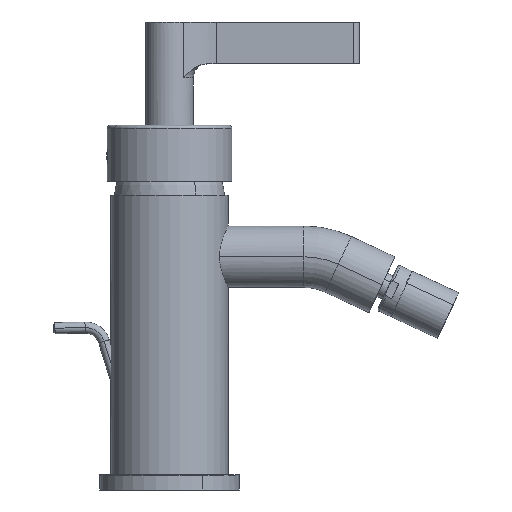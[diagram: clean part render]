
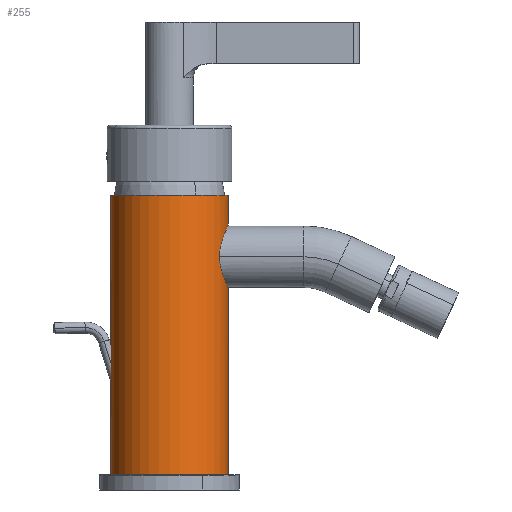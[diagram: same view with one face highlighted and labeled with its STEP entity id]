
A CAD part, front view. The second image highlights one B-rep face of the part: STEP entity #255.
In plain terms, the highlighted cylindrical face has radius 21 mm (diameter 42 mm), a partial arc.
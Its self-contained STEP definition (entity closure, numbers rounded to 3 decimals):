
#31=CARTESIAN_POINT('Axis2P3D Location',(0.,0.,50.)) ;
#36=CARTESIAN_POINT('Line Origine',(21.,0.,50.)) ;
#40=CARTESIAN_POINT('Vertex',(21.,0.,0.)) ;
#42=CARTESIAN_POINT('Vertex',(21.,0.,67.)) ;
#49=CARTESIAN_POINT('Vertex',(-21.,0.,0.)) ;
#52=CARTESIAN_POINT('Line Origine',(-21.,0.,50.)) ;
#56=CARTESIAN_POINT('Vertex',(-21.,0.,31.686)) ;
#100=CARTESIAN_POINT('Vertex',(-21.,0.,48.314)) ;
#103=CARTESIAN_POINT('Line Origine',(-21.,0.,50.)) ;
#107=CARTESIAN_POINT('Vertex',(-21.,0.,100.)) ;
#114=CARTESIAN_POINT('Vertex',(21.,0.,100.)) ;
#117=CARTESIAN_POINT('Line Origine',(21.,0.,50.)) ;
#121=CARTESIAN_POINT('Vertex',(21.,0.,89.)) ;
#167=CARTESIAN_POINT('Axis2P3D Location',(0.,0.,100.)) ;
#173=CARTESIAN_POINT('Control Point',(-21.,0.,48.314)) ;
#174=CARTESIAN_POINT('Control Point',(-21.,-0.122,48.314)) ;
#175=CARTESIAN_POINT('Control Point',(-20.999,-0.244,48.286)) ;
#176=CARTESIAN_POINT('Control Point',(-20.997,-0.356,48.232)) ;
#177=CARTESIAN_POINT('Control Point',(-20.992,-0.632,48.048)) ;
#178=CARTESIAN_POINT('Control Point',(-20.983,-0.846,47.789)) ;
#179=CARTESIAN_POINT('Control Point',(-20.978,-0.963,47.618)) ;
#180=CARTESIAN_POINT('Control Point',(-20.963,-1.265,47.104)) ;
#181=CARTESIAN_POINT('Control Point',(-20.948,-1.488,46.549)) ;
#182=CARTESIAN_POINT('Control Point',(-20.938,-1.614,46.183)) ;
#183=CARTESIAN_POINT('Control Point',(-20.913,-1.921,45.154)) ;
#184=CARTESIAN_POINT('Control Point',(-20.892,-2.131,44.098)) ;
#185=CARTESIAN_POINT('Control Point',(-20.881,-2.239,43.421)) ;
#186=CARTESIAN_POINT('Control Point',(-20.86,-2.423,41.93)) ;
#187=CARTESIAN_POINT('Control Point',(-20.85,-2.503,40.429)) ;
#188=CARTESIAN_POINT('Control Point',(-20.849,-2.518,39.615)) ;
#189=CARTESIAN_POINT('Control Point',(-20.852,-2.493,38.17)) ;
#190=CARTESIAN_POINT('Control Point',(-20.867,-2.362,36.732)) ;
#191=CARTESIAN_POINT('Control Point',(-20.876,-2.283,36.107)) ;
#192=CARTESIAN_POINT('Control Point',(-20.896,-2.098,35.004)) ;
#193=CARTESIAN_POINT('Control Point',(-20.923,-1.8,33.927)) ;
#194=CARTESIAN_POINT('Control Point',(-20.937,-1.642,33.468)) ;
#195=CARTESIAN_POINT('Control Point',(-20.951,-1.453,33.012)) ;
#196=CARTESIAN_POINT('Control Point',(-20.966,-1.199,32.595)) ;
#197=CARTESIAN_POINT('Vertex',(-20.966,-1.199,32.595)) ;
#201=CARTESIAN_POINT('Control Point',(-21.,0.,31.686)) ;
#202=CARTESIAN_POINT('Control Point',(-21.,-0.314,31.686)) ;
#203=CARTESIAN_POINT('Control Point',(-20.994,-0.627,31.842)) ;
#204=CARTESIAN_POINT('Control Point',(-20.984,-0.84,32.08)) ;
#205=CARTESIAN_POINT('Control Point',(-20.975,-1.035,32.328)) ;
#206=CARTESIAN_POINT('Control Point',(-20.966,-1.199,32.595)) ;
#208=CARTESIAN_POINT('Axis2P3D Location',(0.,0.,0.)) ;
#214=CARTESIAN_POINT('Control Point',(17.889,-11.,78.)) ;
#215=CARTESIAN_POINT('Control Point',(17.889,-11.,76.622)) ;
#216=CARTESIAN_POINT('Control Point',(18.021,-10.784,75.244)) ;
#217=CARTESIAN_POINT('Control Point',(18.286,-10.354,73.934)) ;
#218=CARTESIAN_POINT('Control Point',(18.842,-9.344,71.933)) ;
#219=CARTESIAN_POINT('Control Point',(19.475,-7.897,70.268)) ;
#220=CARTESIAN_POINT('Control Point',(19.725,-7.259,69.666)) ;
#221=CARTESIAN_POINT('Control Point',(20.289,-5.612,68.394)) ;
#222=CARTESIAN_POINT('Control Point',(20.725,-3.676,67.524)) ;
#223=CARTESIAN_POINT('Control Point',(20.909,-2.479,67.175)) ;
#224=CARTESIAN_POINT('Control Point',(21.,-1.24,67.)) ;
#225=CARTESIAN_POINT('Control Point',(21.,0.,67.)) ;
#226=CARTESIAN_POINT('Vertex',(17.889,-11.,78.)) ;
#230=CARTESIAN_POINT('Control Point',(17.889,-11.,78.)) ;
#231=CARTESIAN_POINT('Control Point',(17.889,-11.,79.378)) ;
#232=CARTESIAN_POINT('Control Point',(18.021,-10.784,80.756)) ;
#233=CARTESIAN_POINT('Control Point',(18.286,-10.354,82.066)) ;
#234=CARTESIAN_POINT('Control Point',(18.842,-9.344,84.067)) ;
#235=CARTESIAN_POINT('Control Point',(19.475,-7.897,85.732)) ;
#236=CARTESIAN_POINT('Control Point',(19.725,-7.259,86.334)) ;
#237=CARTESIAN_POINT('Control Point',(20.289,-5.612,87.606)) ;
#238=CARTESIAN_POINT('Control Point',(20.725,-3.676,88.476)) ;
#239=CARTESIAN_POINT('Control Point',(20.909,-2.479,88.825)) ;
#240=CARTESIAN_POINT('Control Point',(21.,-1.24,89.)) ;
#241=CARTESIAN_POINT('Control Point',(21.,0.,89.)) ;
#38=VECTOR('Line Direction',#37,1.) ;
#54=VECTOR('Line Direction',#53,1.) ;
#105=VECTOR('Line Direction',#104,1.) ;
#119=VECTOR('Line Direction',#118,1.) ;
#32=DIRECTION('Axis2P3D Direction',(0.,0.,1.)) ;
#33=DIRECTION('Axis2P3D XDirection',(1.,0.,0.)) ;
#37=DIRECTION('Vector Direction',(0.,0.,1.)) ;
#53=DIRECTION('Vector Direction',(0.,0.,1.)) ;
#104=DIRECTION('Vector Direction',(0.,0.,1.)) ;
#118=DIRECTION('Vector Direction',(0.,0.,1.)) ;
#168=DIRECTION('Axis2P3D Direction',(0.,0.,1.)) ;
#209=DIRECTION('Axis2P3D Direction',(0.,0.,1.)) ;
#34=AXIS2_PLACEMENT_3D('Cylinder Axis2P3D',#31,#32,#33) ;
#169=AXIS2_PLACEMENT_3D('Circle Axis2P3D',#167,#168,$) ;
#210=AXIS2_PLACEMENT_3D('Circle Axis2P3D',#208,#209,$) ;
#39=LINE('Line',#36,#38) ;
#55=LINE('Line',#52,#54) ;
#106=LINE('Line',#103,#105) ;
#120=LINE('Line',#117,#119) ;
#170=CIRCLE('generated circle',#169,21.) ;
#211=CIRCLE('generated circle',#210,21.) ;
#35=CYLINDRICAL_SURFACE('generated cylinder',#34,21.) ;
#44=EDGE_CURVE('',#41,#43,#39,.T.) ;
#58=EDGE_CURVE('',#50,#57,#55,.T.) ;
#109=EDGE_CURVE('',#101,#108,#106,.T.) ;
#123=EDGE_CURVE('',#122,#115,#120,.T.) ;
#171=EDGE_CURVE('',#108,#115,#170,.T.) ;
#199=EDGE_CURVE('',#101,#198,#172,.T.) ;
#207=EDGE_CURVE('',#57,#198,#200,.T.) ;
#212=EDGE_CURVE('',#50,#41,#211,.T.) ;
#228=EDGE_CURVE('',#227,#43,#213,.T.) ;
#242=EDGE_CURVE('',#227,#122,#229,.T.) ;
#244=ORIENTED_EDGE('',*,*,#123,.T.) ;
#245=ORIENTED_EDGE('',*,*,#171,.F.) ;
#246=ORIENTED_EDGE('',*,*,#109,.F.) ;
#247=ORIENTED_EDGE('',*,*,#199,.T.) ;
#248=ORIENTED_EDGE('',*,*,#207,.F.) ;
#249=ORIENTED_EDGE('',*,*,#58,.F.) ;
#250=ORIENTED_EDGE('',*,*,#212,.T.) ;
#251=ORIENTED_EDGE('',*,*,#44,.T.) ;
#252=ORIENTED_EDGE('',*,*,#228,.F.) ;
#253=ORIENTED_EDGE('',*,*,#242,.T.) ;
#243=EDGE_LOOP('',(#244,#245,#246,#247,#248,#249,#250,#251,#252,#253)) ;
#41=VERTEX_POINT('',#40) ;
#43=VERTEX_POINT('',#42) ;
#50=VERTEX_POINT('',#49) ;
#57=VERTEX_POINT('',#56) ;
#101=VERTEX_POINT('',#100) ;
#108=VERTEX_POINT('',#107) ;
#115=VERTEX_POINT('',#114) ;
#122=VERTEX_POINT('',#121) ;
#198=VERTEX_POINT('',#197) ;
#227=VERTEX_POINT('',#226) ;
#255=ADVANCED_FACE('PR0440.003_AllCATPart.1\\PartBody',(#254),#35,.T.) ;
#172=B_SPLINE_CURVE_WITH_KNOTS('',5,(#173,#174,#175,#176,#177,#178,#179,#180,#181,#182,#183,#184,#185,#186,#187,#188,#189,#190,#191,#192,#193,#194,#195,#196),.UNSPECIFIED.,.F.,.U.,(6,3,3,3,3,3,3,6),(0.,0.862,2.332,5.073,9.927,15.691,20.138,23.588),.UNSPECIFIED.) ;
#200=B_SPLINE_CURVE_WITH_KNOTS('',5,(#201,#202,#203,#204,#205,#206),.UNSPECIFIED.,.F.,.U.,(6,6),(0.,2.22),.UNSPECIFIED.) ;
#213=B_SPLINE_CURVE_WITH_KNOTS('',5,(#214,#215,#216,#217,#218,#219,#220,#221,#222,#223,#224,#225),.UNSPECIFIED.,.F.,.U.,(6,3,3,6),(0.,9.742,16.151,24.917),.UNSPECIFIED.) ;
#229=B_SPLINE_CURVE_WITH_KNOTS('',5,(#230,#231,#232,#233,#234,#235,#236,#237,#238,#239,#240,#241),.UNSPECIFIED.,.F.,.U.,(6,3,3,6),(0.,9.742,16.151,24.917),.UNSPECIFIED.) ;
#254=FACE_OUTER_BOUND('',#243,.T.) ;
